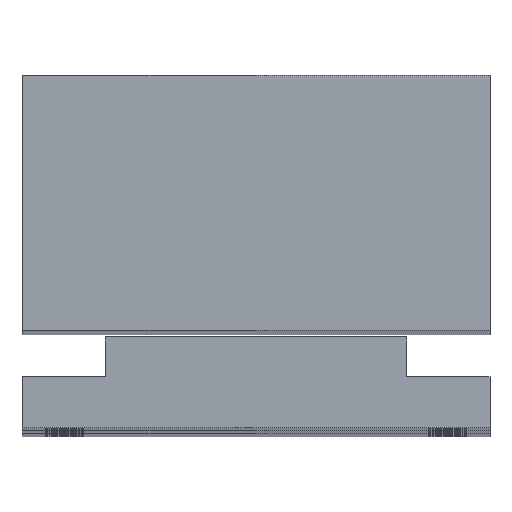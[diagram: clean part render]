
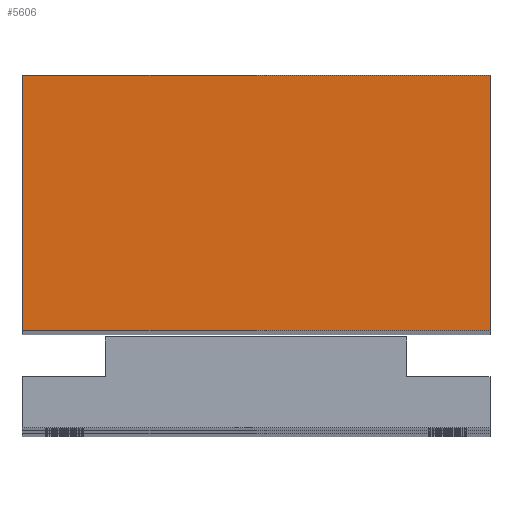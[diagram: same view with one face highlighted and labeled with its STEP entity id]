
A CAD part, top view. The second image highlights one B-rep face of the part: STEP entity #5606.
In plain terms, the highlighted planar face has unit normal (0, 0, 1).
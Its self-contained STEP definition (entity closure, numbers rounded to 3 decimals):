
#220 = CARTESIAN_POINT ( 'NONE',  ( 55., 0., 280. ) ) ;
#306 = PLANE ( 'NONE',  #4775 ) ;
#425 = VECTOR ( 'NONE', #5303, 1000. ) ;
#474 = CARTESIAN_POINT ( 'NONE',  ( 0., 0., 280. ) ) ;
#493 = DIRECTION ( 'NONE',  ( 0., -1., 0. ) ) ;
#494 = EDGE_LOOP ( 'NONE', ( #2788, #4593, #5676, #6266 ) ) ;
#832 = VERTEX_POINT ( 'NONE', #474 ) ;
#996 = VERTEX_POINT ( 'NONE', #1237 ) ;
#1236 = LINE ( 'NONE', #4823, #425 ) ;
#1237 = CARTESIAN_POINT ( 'NONE',  ( 55., 0., 280. ) ) ;
#1365 = CARTESIAN_POINT ( 'NONE',  ( 0., 0., 280. ) ) ;
#1768 = EDGE_CURVE ( 'NONE', #5788, #832, #6655, .T. ) ;
#2159 = VECTOR ( 'NONE', #4785, 1000. ) ;
#2375 = DIRECTION ( 'NONE',  ( -1., 0., 0. ) ) ;
#2756 = EDGE_CURVE ( 'NONE', #996, #6676, #2815, .T. ) ;
#2788 = ORIENTED_EDGE ( 'NONE', *, *, #1768, .T. ) ;
#2815 = LINE ( 'NONE', #220, #5430 ) ;
#2897 = FACE_OUTER_BOUND ( 'NONE', #494, .T. ) ;
#3987 = CARTESIAN_POINT ( 'NONE',  ( 0., 0., 280. ) ) ;
#4378 = CARTESIAN_POINT ( 'NONE',  ( 0., 0., 280. ) ) ;
#4414 = LINE ( 'NONE', #4378, #2159 ) ;
#4447 = EDGE_CURVE ( 'NONE', #6676, #5788, #1236, .T. ) ;
#4518 = EDGE_CURVE ( 'NONE', #832, #996, #4414, .T. ) ;
#4534 = VECTOR ( 'NONE', #493, 1000. ) ;
#4593 = ORIENTED_EDGE ( 'NONE', *, *, #4518, .T. ) ;
#4712 = CARTESIAN_POINT ( 'NONE',  ( 0., 30., 280. ) ) ;
#4775 = AXIS2_PLACEMENT_3D ( 'NONE', #1365, #5637, #2375 ) ;
#4785 = DIRECTION ( 'NONE',  ( 1., 0., 0. ) ) ;
#4823 = CARTESIAN_POINT ( 'NONE',  ( 0., 30., 280. ) ) ;
#5005 = CARTESIAN_POINT ( 'NONE',  ( 55., 30., 280. ) ) ;
#5303 = DIRECTION ( 'NONE',  ( -1., 0., 0. ) ) ;
#5428 = DIRECTION ( 'NONE',  ( 0., 1., 0. ) ) ;
#5430 = VECTOR ( 'NONE', #5428, 1000. ) ;
#5606 = ADVANCED_FACE ( 'NONE', ( #2897 ), #306, .F. ) ;
#5637 = DIRECTION ( 'NONE',  ( 0., 0., -1. ) ) ;
#5676 = ORIENTED_EDGE ( 'NONE', *, *, #2756, .T. ) ;
#5788 = VERTEX_POINT ( 'NONE', #4712 ) ;
#6266 = ORIENTED_EDGE ( 'NONE', *, *, #4447, .T. ) ;
#6655 = LINE ( 'NONE', #3987, #4534 ) ;
#6676 = VERTEX_POINT ( 'NONE', #5005 ) ;
